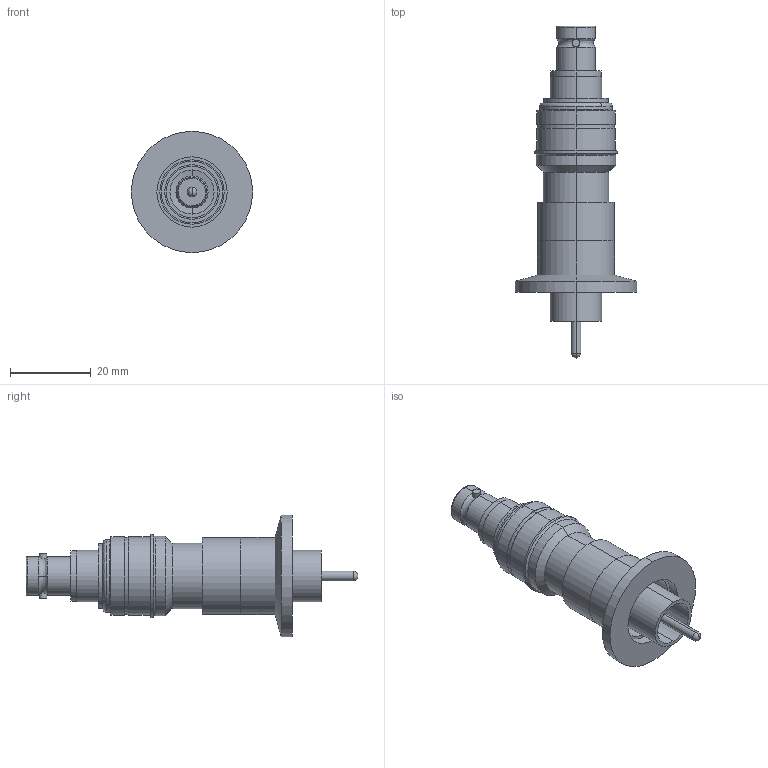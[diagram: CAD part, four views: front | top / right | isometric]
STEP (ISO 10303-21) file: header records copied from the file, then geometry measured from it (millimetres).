
FILE_DESCRIPTION (( 'STEP AP203' ), '1' );
FILE_NAME ('A0315-1-QF.STEP', '2012-04-09T13:22:49', ( '' ), ( '' ), 'SwSTEP 2.0', 'SolidWorks 2011', '' );
FILE_SCHEMA (( 'CONFIG_CONTROL_DESIGN' ));
Length unit declared in the file: inch
Products named in the file (1): A0315-1-QF
Bounding box: 29.97 x 82.04 x 29.97 mm (x, y, z)
Volume: 9654.7 mm3; surface area: 13315.5 mm2
Topology: 1 solids, 3 shells, 173 faces, 381 edges, 236 vertices
Faces by surface type: cylinder 88, plane 35, cone 32, bspline 18
Entity records: 5261 total; most frequent: CARTESIAN_POINT 1279, DIRECTION 906, ORIENTED_EDGE 754, AXIS2_PLACEMENT_3D 387, EDGE_CURVE 377, VERTEX_POINT 236, CIRCLE 231, EDGE_LOOP 203
